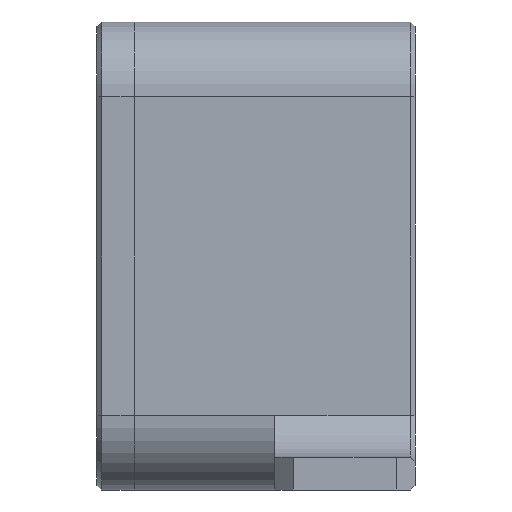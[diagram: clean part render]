
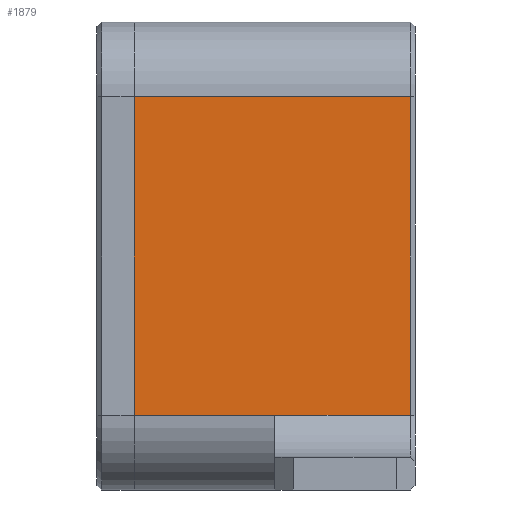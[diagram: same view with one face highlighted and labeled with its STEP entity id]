
A CAD part, front view. The second image highlights one B-rep face of the part: STEP entity #1879.
In plain terms, the highlighted planar face has unit normal (0, -1, 0).
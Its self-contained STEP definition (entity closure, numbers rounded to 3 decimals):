
#96=PLANE('',#2047);
#180=FACE_OUTER_BOUND('',#297,.T.);
#297=EDGE_LOOP('',(#1528,#1529,#1530,#1531,#1532));
#529=LINE('',#2988,#720);
#539=LINE('',#3013,#730);
#540=LINE('',#3017,#731);
#541=LINE('',#3019,#732);
#542=LINE('',#3020,#733);
#720=VECTOR('',#2405,10.);
#730=VECTOR('',#2429,10.);
#731=VECTOR('',#2434,10.);
#732=VECTOR('',#2435,10.);
#733=VECTOR('',#2436,10.);
#905=VERTEX_POINT('',#2960);
#910=VERTEX_POINT('',#2984);
#918=VERTEX_POINT('',#3012);
#919=VERTEX_POINT('',#3016);
#920=VERTEX_POINT('',#3018);
#1122=EDGE_CURVE('',#910,#905,#529,.T.);
#1134=EDGE_CURVE('',#918,#905,#539,.T.);
#1136=EDGE_CURVE('',#919,#910,#540,.T.);
#1137=EDGE_CURVE('',#919,#920,#541,.T.);
#1138=EDGE_CURVE('',#920,#918,#542,.T.);
#1528=ORIENTED_EDGE('',*,*,#1122,.F.);
#1529=ORIENTED_EDGE('',*,*,#1136,.F.);
#1530=ORIENTED_EDGE('',*,*,#1137,.T.);
#1531=ORIENTED_EDGE('',*,*,#1138,.T.);
#1532=ORIENTED_EDGE('',*,*,#1134,.T.);
#1879=ADVANCED_FACE('',(#180),#96,.T.);
#2047=AXIS2_PLACEMENT_3D('',#3015,#2432,#2433);
#2405=DIRECTION('',(0.,0.,-1.));
#2429=DIRECTION('',(1.,0.,0.));
#2432=DIRECTION('center_axis',(0.,-1.,0.));
#2433=DIRECTION('ref_axis',(0.,0.,-1.));
#2434=DIRECTION('',(1.,0.,0.));
#2435=DIRECTION('',(0.,0.,-1.));
#2436=DIRECTION('',(1.,0.,0.));
#2960=CARTESIAN_POINT('',(29.5,0.,8.));
#2984=CARTESIAN_POINT('',(29.5,0.,42.));
#2988=CARTESIAN_POINT('',(29.5,0.,33.5));
#3012=CARTESIAN_POINT('',(15.,0.,8.));
#3013=CARTESIAN_POINT('',(0.,0.,8.));
#3015=CARTESIAN_POINT('Origin',(0.,0.,42.));
#3016=CARTESIAN_POINT('',(0.,0.,42.));
#3017=CARTESIAN_POINT('',(0.,0.,42.));
#3018=CARTESIAN_POINT('',(0.,0.,8.));
#3019=CARTESIAN_POINT('',(0.,0.,42.));
#3020=CARTESIAN_POINT('',(0.,0.,8.));
